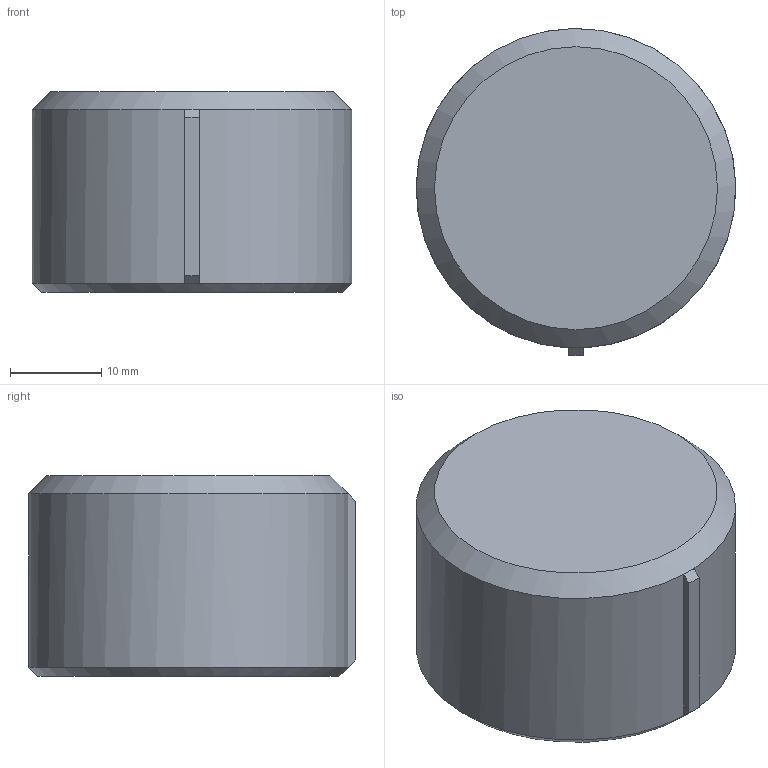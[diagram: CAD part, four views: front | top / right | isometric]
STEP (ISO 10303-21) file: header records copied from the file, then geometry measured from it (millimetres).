
FILE_DESCRIPTION(/* description */ (''),/* implementation_level */ '2;1');
FILE_NAME(/* name */ 'Knob - Simple With Position Indicator.step',/* time_stamp */ '2024-08-20T11:26:08-04:00',/* author */ (''),/* organization */ (''),/* preprocessor_version */ 'ST-DEVELOPER v20',/* originating_system */ 'Autodesk Translation Framework v13.14.0.145',/* authorisation */ '');
FILE_SCHEMA (('AUTOMOTIVE_DESIGN { 1 0 10303 214 3 1 1 }'));
Length unit declared in the file: millimetre
Products named in the file (1): OSSM - Remote - Knob SIMPLE W/ INDICATOR
Bounding box: 35 x 35.8 x 22 mm (x, y, z)
Volume: 16986.3 mm3; surface area: 5090.4 mm2
Topology: 1 solids, 1 shells, 42 faces, 97 edges, 60 vertices
Faces by surface type: plane 25, cylinder 9, cone 8
Full cylindrical faces by diameter (mm): 6.2 x1, 20 x1
Entity records: 1221 total; most frequent: DIRECTION 215, CARTESIAN_POINT 208, ORIENTED_EDGE 194, EDGE_CURVE 97, AXIS2_PLACEMENT_3D 79, VERTEX_POINT 60, LINE 57, VECTOR 57
